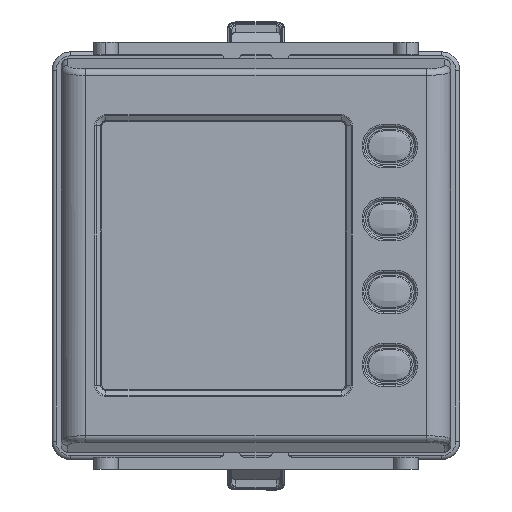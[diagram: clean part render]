
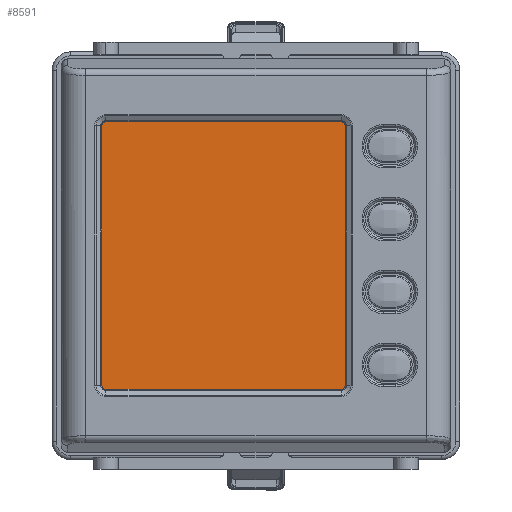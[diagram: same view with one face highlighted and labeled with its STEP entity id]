
A CAD part, top view. The second image highlights one B-rep face of the part: STEP entity #8591.
In plain terms, the highlighted planar face has unit normal (0, 0, 1).
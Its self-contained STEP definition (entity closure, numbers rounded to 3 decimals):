
#2518 = EDGE_CURVE ( 'NONE', #81760, #81753, #119856, .T. ) ;
#2521 = EDGE_CURVE ( 'NONE', #81733, #81764, #119859, .T. ) ;
#2643 = EDGE_CURVE ( 'NONE', #81768, #81672, #119880, .T. ) ;
#5775 = CARTESIAN_POINT ( 'NONE',  ( -18.5, 16.5, 0. ) ) ;
#5840 = CARTESIAN_POINT ( 'NONE',  ( -19., 16., 0. ) ) ;
#5896 = CARTESIAN_POINT ( 'NONE',  ( 10.5, -16.5, 0. ) ) ;
#5898 = CARTESIAN_POINT ( 'NONE',  ( -18.5, -16.5, 0. ) ) ;
#5907 = CARTESIAN_POINT ( 'NONE',  ( 10.5, 16.5, 0. ) ) ;
#5972 = CARTESIAN_POINT ( 'NONE',  ( -19., -16., 0. ) ) ;
#6014 = CARTESIAN_POINT ( 'NONE',  ( 11., -16., 0. ) ) ;
#6022 = CARTESIAN_POINT ( 'NONE',  ( 11., 16., 0. ) ) ;
#8591 = ADVANCED_FACE ( 'NONE', ( #42962 ), #41582, .T. ) ;
#39501 = EDGE_CURVE ( 'NONE', #81722, #81766, #69457, .T. ) ;
#41582 = PLANE ( 'NONE',  #44191 ) ;
#41593 = DIRECTION ( 'NONE',  ( 1., 0., 0. ) ) ;
#41599 = CARTESIAN_POINT ( 'NONE',  ( -24., -24.25, 0. ) ) ;
#41600 = DIRECTION ( 'NONE',  ( 0., 0., 1. ) ) ;
#42962 = FACE_OUTER_BOUND ( 'NONE', #125571, .T. ) ;
#44191 = AXIS2_PLACEMENT_3D ( 'NONE', #41599, #41600, #41593 ) ;
#51422 = EDGE_CURVE ( 'NONE', #81733, #81672, #133692, .T. ) ;
#51490 = EDGE_CURVE ( 'NONE', #81768, #81766, #133715, .T. ) ;
#51548 = EDGE_CURVE ( 'NONE', #81760, #81764, #133754, .T. ) ;
#51580 = EDGE_CURVE ( 'NONE', #81722, #81753, #133755, .T. ) ;
#69457 = LINE ( 'NONE', #84034, #69478 ) ;
#69478 = VECTOR ( 'NONE', #84021, 1000. ) ;
#81672 = VERTEX_POINT ( 'NONE', #5840 ) ;
#81722 = VERTEX_POINT ( 'NONE', #5896 ) ;
#81733 = VERTEX_POINT ( 'NONE', #5775 ) ;
#81753 = VERTEX_POINT ( 'NONE', #6014 ) ;
#81760 = VERTEX_POINT ( 'NONE', #6022 ) ;
#81764 = VERTEX_POINT ( 'NONE', #5907 ) ;
#81766 = VERTEX_POINT ( 'NONE', #5898 ) ;
#81768 = VERTEX_POINT ( 'NONE', #5972 ) ;
#84021 = DIRECTION ( 'NONE',  ( -1., 0., 0. ) ) ;
#84034 = CARTESIAN_POINT ( 'NONE',  ( -19., -16.5, 0. ) ) ;
#93119 = AXIS2_PLACEMENT_3D ( 'NONE', #131561, #131741, #131703 ) ;
#93143 = AXIS2_PLACEMENT_3D ( 'NONE', #131482, #131609, #131640 ) ;
#93149 = AXIS2_PLACEMENT_3D ( 'NONE', #131683, #131676, #131711 ) ;
#93193 = AXIS2_PLACEMENT_3D ( 'NONE', #131410, #131408, #131412 ) ;
#116171 = ORIENTED_EDGE ( 'NONE', *, *, #51548, .T. ) ;
#116176 = ORIENTED_EDGE ( 'NONE', *, *, #51422, .T. ) ;
#116178 = ORIENTED_EDGE ( 'NONE', *, *, #2518, .F. ) ;
#116203 = ORIENTED_EDGE ( 'NONE', *, *, #51580, .T. ) ;
#116207 = ORIENTED_EDGE ( 'NONE', *, *, #51490, .T. ) ;
#116211 = ORIENTED_EDGE ( 'NONE', *, *, #2643, .F. ) ;
#116255 = ORIENTED_EDGE ( 'NONE', *, *, #2521, .F. ) ;
#116256 = ORIENTED_EDGE ( 'NONE', *, *, #39501, .F. ) ;
#119839 = VECTOR ( 'NONE', #122965, 1000. ) ;
#119856 = LINE ( 'NONE', #122969, #119858 ) ;
#119858 = VECTOR ( 'NONE', #122954, 1000. ) ;
#119859 = LINE ( 'NONE', #122958, #119839 ) ;
#119880 = LINE ( 'NONE', #123053, #119893 ) ;
#119893 = VECTOR ( 'NONE', #123026, 1000. ) ;
#122954 = DIRECTION ( 'NONE',  ( 0., -1., 0. ) ) ;
#122958 = CARTESIAN_POINT ( 'NONE',  ( -19., 16.5, 0. ) ) ;
#122965 = DIRECTION ( 'NONE',  ( 1., 0., 0. ) ) ;
#122969 = CARTESIAN_POINT ( 'NONE',  ( 11., 16.5, 0. ) ) ;
#123026 = DIRECTION ( 'NONE',  ( 0., 1., 0. ) ) ;
#123053 = CARTESIAN_POINT ( 'NONE',  ( -19., 16.5, 0. ) ) ;
#125571 = EDGE_LOOP ( 'NONE', ( #116171, #116255, #116176, #116211, #116207, #116256, #116203, #116178 ) ) ;
#131408 = DIRECTION ( 'NONE',  ( 0., 0., 1. ) ) ;
#131410 = CARTESIAN_POINT ( 'NONE',  ( -18.5, 16., 0. ) ) ;
#131412 = DIRECTION ( 'NONE',  ( 1., 0., 0. ) ) ;
#131482 = CARTESIAN_POINT ( 'NONE',  ( -18.5, -16., 0. ) ) ;
#131561 = CARTESIAN_POINT ( 'NONE',  ( 10.5, 16., 0. ) ) ;
#131609 = DIRECTION ( 'NONE',  ( 0., 0., 1. ) ) ;
#131640 = DIRECTION ( 'NONE',  ( 1., 0., 0. ) ) ;
#131676 = DIRECTION ( 'NONE',  ( 0., 0., 1. ) ) ;
#131683 = CARTESIAN_POINT ( 'NONE',  ( 10.5, -16., 0. ) ) ;
#131703 = DIRECTION ( 'NONE',  ( 1., 0., 0. ) ) ;
#131711 = DIRECTION ( 'NONE',  ( 1., 0., 0. ) ) ;
#131741 = DIRECTION ( 'NONE',  ( 0., 0., 1. ) ) ;
#133692 = CIRCLE ( 'NONE', #93193, 0.5 ) ;
#133715 = CIRCLE ( 'NONE', #93143, 0.5 ) ;
#133754 = CIRCLE ( 'NONE', #93119, 0.5 ) ;
#133755 = CIRCLE ( 'NONE', #93149, 0.5 ) ;
